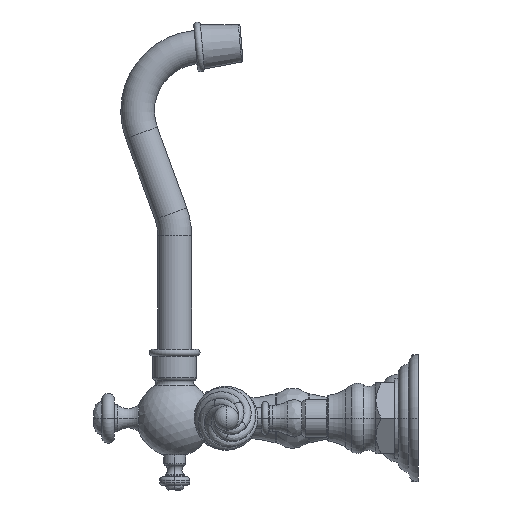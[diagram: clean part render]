
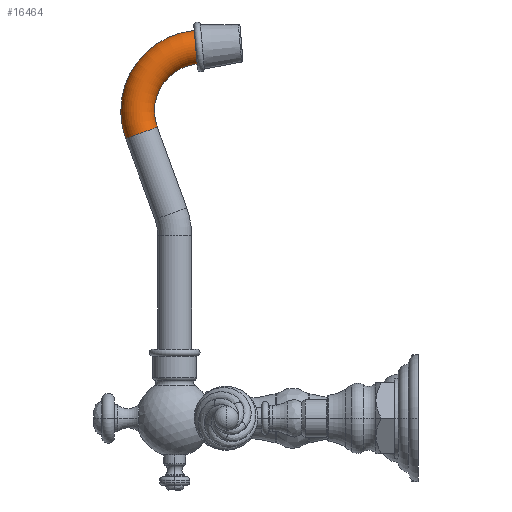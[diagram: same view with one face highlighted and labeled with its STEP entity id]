
A CAD part, left-side view. The second image highlights one B-rep face of the part: STEP entity #16464.
In plain terms, the highlighted toroidal (fillet/blend) face has major radius 30.175 mm and minor radius 7.938 mm.
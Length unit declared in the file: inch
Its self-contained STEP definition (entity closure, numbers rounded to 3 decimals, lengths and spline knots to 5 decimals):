
#15013=CARTESIAN_POINT('',(0.,4.15772,7.19287));
#15014=CARTESIAN_POINT('',(-0.00728,4.15772,
7.19287));
#15015=CARTESIAN_POINT('',(-0.0218,4.15768,
7.19237));
#15016=CARTESIAN_POINT('',(-0.04353,4.15748,
7.19009));
#15017=CARTESIAN_POINT('',(-0.06501,4.15715,
7.18632));
#15018=CARTESIAN_POINT('',(-0.08622,4.15669,
7.18105));
#15019=CARTESIAN_POINT('',(-0.10695,4.1561,
7.17434));
#15020=CARTESIAN_POINT('',(-0.12722,4.15539,
7.16618));
#15021=CARTESIAN_POINT('',(-0.14682,4.15455,
7.15666));
#15022=CARTESIAN_POINT('',(-0.16574,4.1536,
7.14578));
#15023=CARTESIAN_POINT('',(-0.18383,4.15254,
7.13362));
#15024=CARTESIAN_POINT('',(-0.20103,4.15137,
7.12024));
#15025=CARTESIAN_POINT('',(-0.21726,4.15009,
7.10567));
#15026=CARTESIAN_POINT('',(-0.23241,4.14872,
7.09005));
#15027=CARTESIAN_POINT('',(-0.24646,4.14727,
7.07337));
#15028=CARTESIAN_POINT('',(-0.25928,4.14573,
7.0558));
#15029=CARTESIAN_POINT('',(-0.27086,4.14411,
7.03733));
#15030=CARTESIAN_POINT('',(-0.2811,4.14243,
7.01815));
#15031=CARTESIAN_POINT('',(-0.28998,4.14069,
6.99827));
#15032=CARTESIAN_POINT('',(-0.29745,4.13891,
6.97784));
#15033=CARTESIAN_POINT('',(-0.30346,4.13708,
6.95694));
#15034=CARTESIAN_POINT('',(-0.308,4.13522,
6.93565));
#15035=CARTESIAN_POINT('',(-0.31104,4.13333,
6.91414));
#15036=CARTESIAN_POINT('',(-0.31256,4.13143,
6.89242));
#15037=CARTESIAN_POINT('',(-0.31256,4.12953,
6.8707));
#15038=CARTESIAN_POINT('',(-0.31104,4.12763,
6.84898));
#15039=CARTESIAN_POINT('',(-0.308,4.12575,
6.82746));
#15040=CARTESIAN_POINT('',(-0.30346,4.12389,
6.80617));
#15041=CARTESIAN_POINT('',(-0.29745,4.12206,
6.78527));
#15042=CARTESIAN_POINT('',(-0.28998,4.12027,
6.76484));
#15043=CARTESIAN_POINT('',(-0.2811,4.11853,
6.74496));
#15044=CARTESIAN_POINT('',(-0.27086,4.11685,
6.72578));
#15045=CARTESIAN_POINT('',(-0.25928,4.11524,
6.70731));
#15046=CARTESIAN_POINT('',(-0.24646,4.1137,
6.68974));
#15047=CARTESIAN_POINT('',(-0.23241,4.11224,
6.67306));
#15048=CARTESIAN_POINT('',(-0.21726,4.11088,
6.65743));
#15049=CARTESIAN_POINT('',(-0.20103,4.1096,
6.64287));
#15050=CARTESIAN_POINT('',(-0.18383,4.10843,
6.62949));
#15051=CARTESIAN_POINT('',(-0.16573,4.10737,
6.61733));
#15052=CARTESIAN_POINT('',(-0.14682,4.10642,
6.60645));
#15053=CARTESIAN_POINT('',(-0.12721,4.10558,
6.59692));
#15054=CARTESIAN_POINT('',(-0.10695,4.10487,
6.58877));
#15055=CARTESIAN_POINT('',(-0.08622,4.10428,
6.58206));
#15056=CARTESIAN_POINT('',(-0.06501,4.10382,
6.57679));
#15057=CARTESIAN_POINT('',(-0.04353,4.10349,
6.57302));
#15058=CARTESIAN_POINT('',(-0.0218,4.10329,
6.57074));
#15059=CARTESIAN_POINT('',(-0.00728,4.10325,
6.57024));
#15060=CARTESIAN_POINT('',(0.,4.10325,6.57024));
#15062=CARTESIAN_POINT('',(0.,4.01997,5.69871));
#15063=DIRECTION('',(-1.,0.,0.));
#15064=DIRECTION('',(0.,0.095,0.995));
#15065=AXIS2_PLACEMENT_3D('',#15062,#15063,#15064);
#15067=CARTESIAN_POINT('',(0.,5.13633,5.29239));
#15068=DIRECTION('',(0.,-0.342,-0.94));
#15069=DIRECTION('',(0.,-0.94,0.342));
#15070=AXIS2_PLACEMENT_3D('',#15067,#15068,#15069);
#15140=CARTESIAN_POINT('',(0.,4.10325,6.57024));
#15187=CARTESIAN_POINT('',(0.,4.15772,7.19287));
#15189=CARTESIAN_POINT('',(0.,4.01997,5.69871));
#15190=DIRECTION('',(-1.,0.,0.));
#15191=DIRECTION('',(0.,0.092,0.996));
#15192=AXIS2_PLACEMENT_3D('',#15189,#15190,#15191);
#15623=CARTESIAN_POINT('',(0.,5.42998,5.18551));
#15624=CARTESIAN_POINT('',(0.,4.84267,5.39927));
#15625=VERTEX_POINT('',#15623);
#15626=VERTEX_POINT('',#15624);
#15643=VERTEX_POINT('',#15140);
#15644=VERTEX_POINT('',#15187);
#16450=CARTESIAN_POINT('',(0.,4.01997,5.69871));
#16451=DIRECTION('',(1.,0.,0.));
#16452=DIRECTION('',(0.,-0.94,0.342));
#16453=AXIS2_PLACEMENT_3D('',#16450,#16451,#16452);
#16454=TOROIDAL_SURFACE('',#16453,1.188,0.3125);
#16456=ORIENTED_EDGE('',*,*,#16455,.T.);
#16458=ORIENTED_EDGE('',*,*,#16457,.T.);
#16459=ORIENTED_EDGE('',*,*,#16444,.T.);
#16461=ORIENTED_EDGE('',*,*,#16460,.F.);
#16462=EDGE_LOOP('',(#16456,#16458,#16459,#16461));
#16463=FACE_OUTER_BOUND('',#16462,.F.);
#16464=ADVANCED_FACE('',(#16463),#16454,.T.);
#15061=B_SPLINE_CURVE_WITH_KNOTS('',3,(#15013,#15014,#15015,#15016,#15017,
#15018,#15019,#15020,#15021,#15022,#15023,#15024,#15025,#15026,#15027,#15028,
#15029,#15030,#15031,#15032,#15033,#15034,#15035,#15036,#15037,#15038,#15039,
#15040,#15041,#15042,#15043,#15044,#15045,#15046,#15047,#15048,#15049,#15050,
#15051,#15052,#15053,#15054,#15055,#15056,#15057,#15058,#15059,#15060),
.UNSPECIFIED.,.F.,.F.,(4,1,1,1,1,1,1,1,1,1,1,1,1,1,1,1,1,1,1,1,1,1,1,1,1,1,1,1,
1,1,1,1,1,1,1,1,1,1,1,1,1,1,1,1,1,4),(0.,0.02222,0.04444,
0.06667,0.08889,0.11111,0.13333,
0.15556,0.17778,0.2,0.22222,0.24444,
0.26667,0.28889,0.31111,0.33333,
0.35556,0.37778,0.4,0.42222,0.44444,
0.46667,0.48889,0.51111,0.53333,
0.55556,0.57778,0.6,0.62222,0.64444,
0.66667,0.68889,0.71111,0.73333,
0.75556,0.77778,0.8,0.82222,0.84444,
0.86667,0.88889,0.91111,0.93333,
0.95556,0.97778,1.),.UNSPECIFIED.);
#15066=CIRCLE('',#15065,0.8755);
#15071=CIRCLE('',#15070,0.3125);
#15193=CIRCLE('',#15192,1.5005);
#16444=EDGE_CURVE('',#15626,#15625,#15071,.T.);
#16455=EDGE_CURVE('',#15644,#15643,#15061,.T.);
#16457=EDGE_CURVE('',#15643,#15626,#15066,.T.);
#16460=EDGE_CURVE('',#15644,#15625,#15193,.T.);
